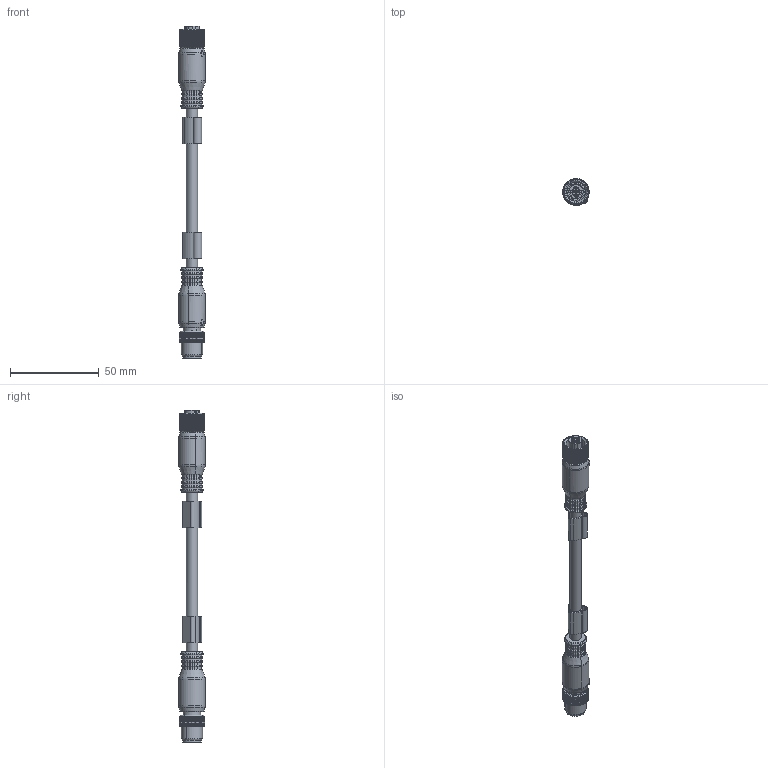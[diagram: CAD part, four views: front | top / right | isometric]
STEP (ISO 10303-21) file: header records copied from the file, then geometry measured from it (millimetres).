
FILE_DESCRIPTION(('CATIA V5 STEP Exchange','CAx-IF Rec.Pracs.--- Model Styling and Organization---1.5--- 2016-08-15','CAx-IF Rec.Pracs.---Supplemental Geometry---1.0---2011-11-01','CAx-IF Rec.Pracs.--- Composite Materials ---1.1---2010-07-15'),'2;1');
FILE_NAME ('1125556-2_0', '2025-02-26T09:41:50+00:00', ('none'), ('Weidmueller'), 'CATIA Version 5-6 Release 2022 SP4 HF5', 'CATIA V5 STEP AP214 v3', 'none');
FILE_SCHEMA(('AUTOMOTIVE_DESIGN { 1 0 10303 214 1 1 1 1 }'));
Length unit declared in the file: millimetre
Products named in the file (1): 2672350000
Bounding box: 14.98 x 14.98 x 187.5 mm (x, y, z)
Volume: 16440.6 mm3; surface area: 11692.1 mm2
Topology: 1 solids, 3 shells, 1032 faces, 2802 edges, 1804 vertices
Faces by surface type: plane 415, cylinder 355, cone 132, torus 118, sphere 8, revolution 4
Entity records: 31575 total; most frequent: CARTESIAN_POINT 8239, ORIENTED_EDGE 5584, DIRECTION 3395, EDGE_CURVE 2792, VERTEX_POINT 1804, AXIS2_PLACEMENT_3D 1671, EDGE_LOOP 1086, VECTOR 1079
